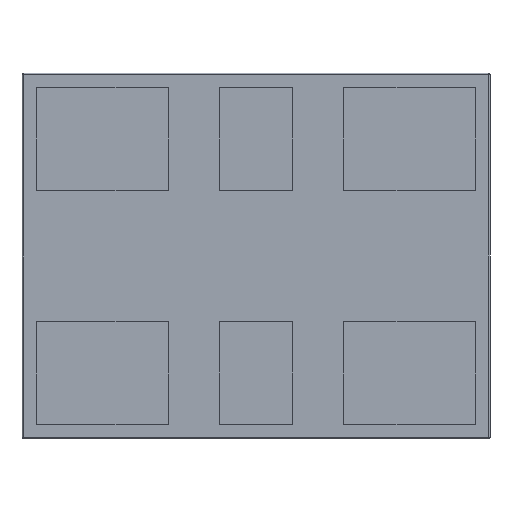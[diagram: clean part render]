
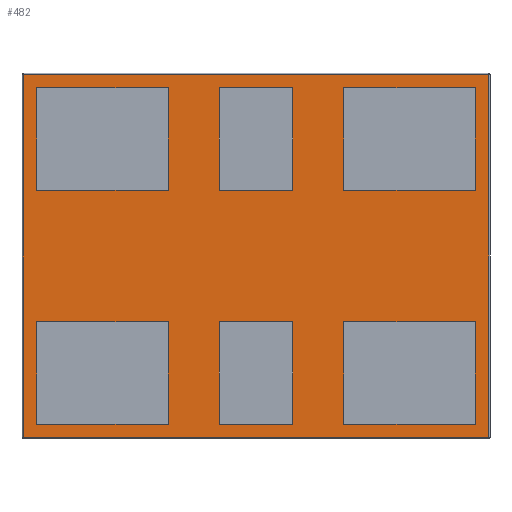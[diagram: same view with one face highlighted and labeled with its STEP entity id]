
A CAD part, front view. The second image highlights one B-rep face of the part: STEP entity #482.
In plain terms, the highlighted planar face has unit normal (0, -1, 0).
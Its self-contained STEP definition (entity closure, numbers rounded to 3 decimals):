
#44 = CARTESIAN_POINT ( 'NONE',  ( 1.59, 0., 1.24 ) ) ;
#279 = ORIENTED_EDGE ( 'NONE', *, *, #873, .F. ) ;
#344 = AXIS2_PLACEMENT_3D ( 'NONE', #1536, #1687, #577 ) ;
#482 = ADVANCED_FACE ( 'NONE', ( #2003 ), #1206, .F. ) ;
#500 = DIRECTION ( 'NONE',  ( 0., 0., 1. ) ) ;
#529 = VECTOR ( 'NONE', #500, 1000. ) ;
#577 = DIRECTION ( 'NONE',  ( 0., 0., 1. ) ) ;
#580 = LINE ( 'NONE', #984, #658 ) ;
#639 = VERTEX_POINT ( 'NONE', #762 ) ;
#658 = VECTOR ( 'NONE', #863, 1000. ) ;
#762 = CARTESIAN_POINT ( 'NONE',  ( 1.59, 0., -1.24 ) ) ;
#844 = LINE ( 'NONE', #1216, #941 ) ;
#863 = DIRECTION ( 'NONE',  ( 1., 0., 0. ) ) ;
#864 = EDGE_CURVE ( 'NONE', #1722, #1601, #580, .T. ) ;
#873 = EDGE_CURVE ( 'NONE', #996, #1722, #1448, .T. ) ;
#900 = DIRECTION ( 'NONE',  ( 0., 0., -1. ) ) ;
#941 = VECTOR ( 'NONE', #900, 1000. ) ;
#984 = CARTESIAN_POINT ( 'NONE',  ( 0., 0., 1.24 ) ) ;
#996 = VERTEX_POINT ( 'NONE', #1209 ) ;
#1080 = CARTESIAN_POINT ( 'NONE',  ( 0., 0., -1.24 ) ) ;
#1147 = CARTESIAN_POINT ( 'NONE',  ( -1.59, 0., 0. ) ) ;
#1206 = PLANE ( 'NONE',  #344 ) ;
#1209 = CARTESIAN_POINT ( 'NONE',  ( -1.59, 0., -1.24 ) ) ;
#1216 = CARTESIAN_POINT ( 'NONE',  ( 1.59, 0., 0. ) ) ;
#1288 = DIRECTION ( 'NONE',  ( -1., 0., 0. ) ) ;
#1308 = EDGE_CURVE ( 'NONE', #639, #996, #1324, .T. ) ;
#1324 = LINE ( 'NONE', #1080, #1685 ) ;
#1346 = CARTESIAN_POINT ( 'NONE',  ( -1.59, 0., 1.24 ) ) ;
#1448 = LINE ( 'NONE', #1147, #529 ) ;
#1458 = ORIENTED_EDGE ( 'NONE', *, *, #1308, .F. ) ;
#1518 = ORIENTED_EDGE ( 'NONE', *, *, #1828, .F. ) ;
#1536 = CARTESIAN_POINT ( 'NONE',  ( 0., 0., 0. ) ) ;
#1601 = VERTEX_POINT ( 'NONE', #44 ) ;
#1682 = EDGE_LOOP ( 'NONE', ( #279, #1458, #1518, #1911 ) ) ;
#1685 = VECTOR ( 'NONE', #1288, 1000. ) ;
#1687 = DIRECTION ( 'NONE',  ( 0., 1., 0. ) ) ;
#1722 = VERTEX_POINT ( 'NONE', #1346 ) ;
#1828 = EDGE_CURVE ( 'NONE', #1601, #639, #844, .T. ) ;
#1911 = ORIENTED_EDGE ( 'NONE', *, *, #864, .F. ) ;
#2003 = FACE_OUTER_BOUND ( 'NONE', #1682, .T. ) ;
